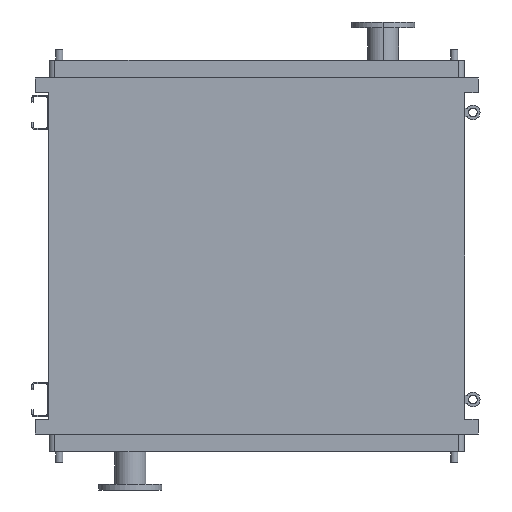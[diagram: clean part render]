
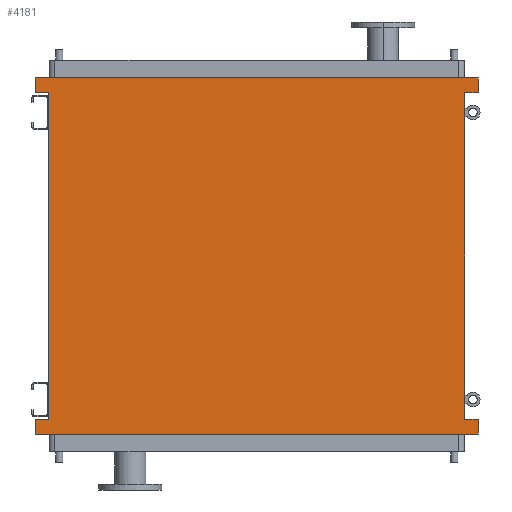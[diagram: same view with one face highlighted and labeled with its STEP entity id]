
A CAD part, front view. The second image highlights one B-rep face of the part: STEP entity #4181.
In plain terms, the highlighted planar face has unit normal (0, -1, 0).
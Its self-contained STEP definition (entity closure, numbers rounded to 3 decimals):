
#4 = LINE ( 'NONE', #2514, #3234 ) ;
#96 = LINE ( 'NONE', #2632, #7096 ) ;
#101 = CARTESIAN_POINT ( 'NONE',  ( 771., 0., 95. ) ) ;
#153 = EDGE_CURVE ( 'NONE', #5039, #5601, #1807, .T. ) ;
#179 = CARTESIAN_POINT ( 'NONE',  ( 725., 0., 43. ) ) ;
#232 = CARTESIAN_POINT ( 'NONE',  ( -771., 0., 43. ) ) ;
#327 = VECTOR ( 'NONE', #4453, 1000. ) ;
#467 = LINE ( 'NONE', #1674, #2581 ) ;
#522 = LINE ( 'NONE', #5607, #4708 ) ;
#543 = CARTESIAN_POINT ( 'NONE',  ( 771., 0., -1145. ) ) ;
#682 = ORIENTED_EDGE ( 'NONE', *, *, #6949, .F. ) ;
#729 = CARTESIAN_POINT ( 'NONE',  ( -771., 0., -1093. ) ) ;
#767 = DIRECTION ( 'NONE',  ( -1., 0., 0. ) ) ;
#884 = VECTOR ( 'NONE', #3468, 1000. ) ;
#944 = LINE ( 'NONE', #232, #884 ) ;
#986 = LINE ( 'NONE', #2201, #3201 ) ;
#987 = VECTOR ( 'NONE', #767, 1000. ) ;
#1020 = EDGE_CURVE ( 'NONE', #6027, #4354, #96, .T. ) ;
#1316 = ORIENTED_EDGE ( 'NONE', *, *, #153, .F. ) ;
#1346 = CARTESIAN_POINT ( 'NONE',  ( 725., 0., 43. ) ) ;
#1515 = AXIS2_PLACEMENT_3D ( 'NONE', #3541, #7390, #6059 ) ;
#1646 = ORIENTED_EDGE ( 'NONE', *, *, #2011, .F. ) ;
#1674 = CARTESIAN_POINT ( 'NONE',  ( 725., 0., -1093. ) ) ;
#1807 = LINE ( 'NONE', #729, #327 ) ;
#1830 = CARTESIAN_POINT ( 'NONE',  ( -771., 0., 95. ) ) ;
#2011 = EDGE_CURVE ( 'NONE', #6991, #4756, #2702, .T. ) ;
#2201 = CARTESIAN_POINT ( 'NONE',  ( -725., 0., -1050. ) ) ;
#2390 = FACE_OUTER_BOUND ( 'NONE', #3106, .T. ) ;
#2403 = VERTEX_POINT ( 'NONE', #2892 ) ;
#2410 = EDGE_CURVE ( 'NONE', #7989, #2598, #7196, .T. ) ;
#2514 = CARTESIAN_POINT ( 'NONE',  ( -771., 0., -1145. ) ) ;
#2544 = ORIENTED_EDGE ( 'NONE', *, *, #3508, .F. ) ;
#2581 = VECTOR ( 'NONE', #4900, 1000. ) ;
#2598 = VERTEX_POINT ( 'NONE', #179 ) ;
#2632 = CARTESIAN_POINT ( 'NONE',  ( 771., 0., -1093. ) ) ;
#2702 = LINE ( 'NONE', #5217, #7480 ) ;
#2811 = CARTESIAN_POINT ( 'NONE',  ( 725., 0., -1050. ) ) ;
#2892 = CARTESIAN_POINT ( 'NONE',  ( 771., 0., 43. ) ) ;
#2970 = EDGE_CURVE ( 'NONE', #4354, #3050, #7785, .T. ) ;
#2978 = DIRECTION ( 'NONE',  ( 0., 0., 1. ) ) ;
#3050 = VERTEX_POINT ( 'NONE', #4723 ) ;
#3088 = ORIENTED_EDGE ( 'NONE', *, *, #7550, .F. ) ;
#3106 = EDGE_LOOP ( 'NONE', ( #3427, #3088, #6413, #682, #1646, #5690, #2544, #1316, #4988, #7829, #3224, #7795 ) ) ;
#3201 = VECTOR ( 'NONE', #2978, 1000. ) ;
#3224 = ORIENTED_EDGE ( 'NONE', *, *, #1020, .F. ) ;
#3234 = VECTOR ( 'NONE', #5021, 1000. ) ;
#3427 = ORIENTED_EDGE ( 'NONE', *, *, #2410, .T. ) ;
#3468 = DIRECTION ( 'NONE',  ( -1., 0., 0. ) ) ;
#3508 = EDGE_CURVE ( 'NONE', #5601, #5987, #986, .T. ) ;
#3541 = CARTESIAN_POINT ( 'NONE',  ( -725., 0., -1050. ) ) ;
#3651 = EDGE_CURVE ( 'NONE', #5698, #2403, #522, .T. ) ;
#3674 = CARTESIAN_POINT ( 'NONE',  ( -771., 0., -1093. ) ) ;
#3831 = CARTESIAN_POINT ( 'NONE',  ( -771., 0., 43. ) ) ;
#4181 = ADVANCED_FACE ( 'NONE', ( #2390 ), #4240, .T. ) ;
#4206 = EDGE_CURVE ( 'NONE', #7989, #6027, #467, .T. ) ;
#4240 = PLANE ( 'NONE',  #1515 ) ;
#4354 = VERTEX_POINT ( 'NONE', #543 ) ;
#4371 = CARTESIAN_POINT ( 'NONE',  ( 725., 0., -1093. ) ) ;
#4453 = DIRECTION ( 'NONE',  ( 1., 0., 0. ) ) ;
#4554 = CARTESIAN_POINT ( 'NONE',  ( 771., 0., 95. ) ) ;
#4708 = VECTOR ( 'NONE', #8052, 1000. ) ;
#4723 = CARTESIAN_POINT ( 'NONE',  ( -771., 0., -1145. ) ) ;
#4746 = DIRECTION ( 'NONE',  ( 0., 0., 1. ) ) ;
#4756 = VERTEX_POINT ( 'NONE', #1830 ) ;
#4900 = DIRECTION ( 'NONE',  ( 1., 0., 0. ) ) ;
#4923 = CARTESIAN_POINT ( 'NONE',  ( -725., 0., 43. ) ) ;
#4988 = ORIENTED_EDGE ( 'NONE', *, *, #7307, .F. ) ;
#5011 = CARTESIAN_POINT ( 'NONE',  ( -725., 0., -1093. ) ) ;
#5021 = DIRECTION ( 'NONE',  ( 0., 0., 1. ) ) ;
#5039 = VERTEX_POINT ( 'NONE', #3674 ) ;
#5145 = CARTESIAN_POINT ( 'NONE',  ( 771., 0., -1145. ) ) ;
#5148 = DIRECTION ( 'NONE',  ( 0., 0., -1. ) ) ;
#5217 = CARTESIAN_POINT ( 'NONE',  ( -771., 0., 95. ) ) ;
#5221 = VECTOR ( 'NONE', #5833, 1000. ) ;
#5601 = VERTEX_POINT ( 'NONE', #5011 ) ;
#5607 = CARTESIAN_POINT ( 'NONE',  ( 771., 0., 43. ) ) ;
#5663 = CARTESIAN_POINT ( 'NONE',  ( 771., 0., -1093. ) ) ;
#5683 = LINE ( 'NONE', #101, #5986 ) ;
#5690 = ORIENTED_EDGE ( 'NONE', *, *, #6389, .F. ) ;
#5698 = VERTEX_POINT ( 'NONE', #4554 ) ;
#5769 = DIRECTION ( 'NONE',  ( 1., 0., 0. ) ) ;
#5831 = VECTOR ( 'NONE', #4746, 1000. ) ;
#5833 = DIRECTION ( 'NONE',  ( -1., 0., 0. ) ) ;
#5986 = VECTOR ( 'NONE', #5769, 1000. ) ;
#5987 = VERTEX_POINT ( 'NONE', #4923 ) ;
#6027 = VERTEX_POINT ( 'NONE', #5663 ) ;
#6059 = DIRECTION ( 'NONE',  ( 0., 0., -1. ) ) ;
#6389 = EDGE_CURVE ( 'NONE', #5987, #6991, #944, .T. ) ;
#6413 = ORIENTED_EDGE ( 'NONE', *, *, #3651, .F. ) ;
#6949 = EDGE_CURVE ( 'NONE', #4756, #5698, #5683, .T. ) ;
#6991 = VERTEX_POINT ( 'NONE', #3831 ) ;
#7096 = VECTOR ( 'NONE', #5148, 1000. ) ;
#7141 = LINE ( 'NONE', #1346, #987 ) ;
#7196 = LINE ( 'NONE', #2811, #5831 ) ;
#7307 = EDGE_CURVE ( 'NONE', #3050, #5039, #4, .T. ) ;
#7390 = DIRECTION ( 'NONE',  ( 0., -1., 0. ) ) ;
#7480 = VECTOR ( 'NONE', #7742, 1000. ) ;
#7550 = EDGE_CURVE ( 'NONE', #2403, #2598, #7141, .T. ) ;
#7742 = DIRECTION ( 'NONE',  ( 0., 0., 1. ) ) ;
#7785 = LINE ( 'NONE', #5145, #5221 ) ;
#7795 = ORIENTED_EDGE ( 'NONE', *, *, #4206, .F. ) ;
#7829 = ORIENTED_EDGE ( 'NONE', *, *, #2970, .F. ) ;
#7989 = VERTEX_POINT ( 'NONE', #4371 ) ;
#8052 = DIRECTION ( 'NONE',  ( 0., 0., -1. ) ) ;
